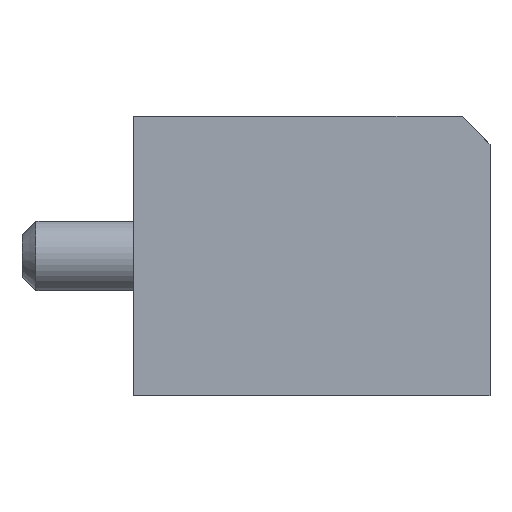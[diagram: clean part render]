
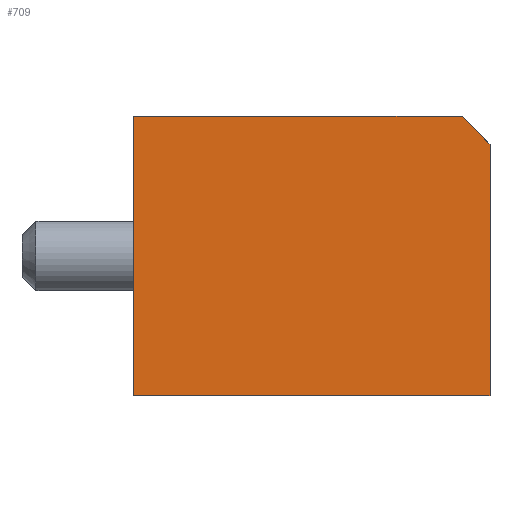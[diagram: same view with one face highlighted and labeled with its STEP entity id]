
A CAD part, left-side view. The second image highlights one B-rep face of the part: STEP entity #709.
In plain terms, the highlighted planar face has unit normal (-1, 0, 0).
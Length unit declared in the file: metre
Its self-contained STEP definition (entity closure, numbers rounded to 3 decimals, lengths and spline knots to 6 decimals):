
#51=LINE('',#1133,#112);
#58=LINE('',#1156,#119);
#59=LINE('',#1159,#120);
#60=LINE('',#1161,#121);
#61=LINE('',#1162,#122);
#112=VECTOR('',#892,1.);
#119=VECTOR('',#913,1.);
#120=VECTOR('',#914,1.);
#121=VECTOR('',#915,1.);
#122=VECTOR('',#916,1.);
#164=PLANE('',#778);
#277=ORIENTED_EDGE('',*,*,#462,.F.);
#278=ORIENTED_EDGE('',*,*,#463,.T.);
#279=ORIENTED_EDGE('',*,*,#464,.F.);
#280=ORIENTED_EDGE('',*,*,#451,.T.);
#281=ORIENTED_EDGE('',*,*,#465,.T.);
#451=EDGE_CURVE('',#547,#546,#51,.T.);
#462=EDGE_CURVE('',#556,#557,#58,.T.);
#463=EDGE_CURVE('',#556,#558,#59,.T.);
#464=EDGE_CURVE('',#547,#558,#60,.T.);
#465=EDGE_CURVE('',#546,#557,#61,.T.);
#546=VERTEX_POINT('',#1132);
#547=VERTEX_POINT('',#1134);
#556=VERTEX_POINT('',#1157);
#557=VERTEX_POINT('',#1158);
#558=VERTEX_POINT('',#1160);
#619=EDGE_LOOP('',(#277,#278,#279,#280,#281));
#664=FACE_BOUND('',#619,.T.);
#709=ADVANCED_FACE('',(#664),#164,.F.);
#778=AXIS2_PLACEMENT_3D('',#1155,#911,#912);
#892=DIRECTION('',(0.,0.,-1.));
#911=DIRECTION('',(1.,0.,0.));
#912=DIRECTION('',(0.,1.,0.));
#913=DIRECTION('',(0.,0.,-1.));
#914=DIRECTION('',(0.,0.707,0.707));
#915=DIRECTION('',(0.,-1.,0.));
#916=DIRECTION('',(0.,-1.,0.));
#1132=CARTESIAN_POINT('',(-0.00651,0.005,0.));
#1133=CARTESIAN_POINT('',(-0.00651,0.005,0.02));
#1134=CARTESIAN_POINT('',(-0.00651,0.005,0.02));
#1155=CARTESIAN_POINT('',(-0.00651,-0.007743,0.02));
#1156=CARTESIAN_POINT('',(-0.00651,-0.020486,0.02));
#1157=CARTESIAN_POINT('',(-0.00651,-0.020486,0.018));
#1158=CARTESIAN_POINT('',(-0.00651,-0.020486,0.));
#1159=CARTESIAN_POINT('',(-0.00651,-0.018486,0.02));
#1160=CARTESIAN_POINT('',(-0.00651,-0.018486,0.02));
#1161=CARTESIAN_POINT('',(-0.00651,-0.007743,0.02));
#1162=CARTESIAN_POINT('',(-0.00651,-0.007743,0.));
